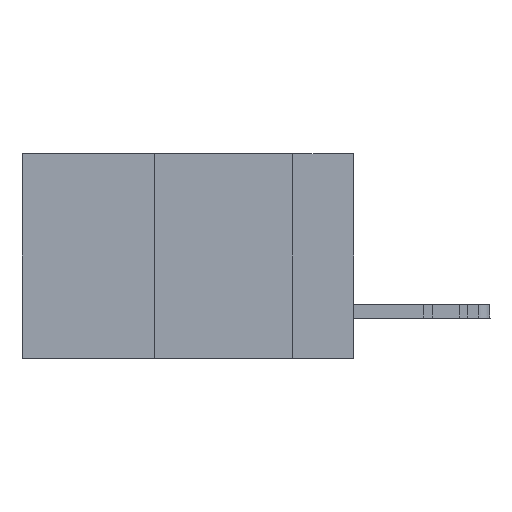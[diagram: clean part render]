
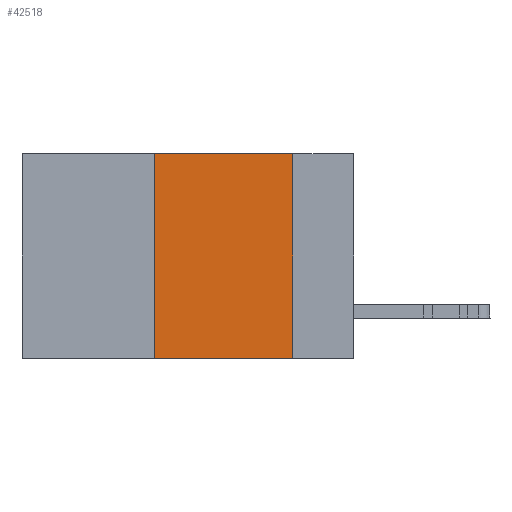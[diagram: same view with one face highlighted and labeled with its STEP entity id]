
A CAD part, left-side view. The second image highlights one B-rep face of the part: STEP entity #42518.
In plain terms, the highlighted planar face has unit normal (-1, 0, 0).
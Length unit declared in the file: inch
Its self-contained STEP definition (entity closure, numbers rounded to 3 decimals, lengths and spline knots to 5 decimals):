
#2817 = CARTESIAN_POINT ( 'NONE',  ( 0., 0.11, 0. ) ) ;
#3684 = LINE ( 'NONE', #17396, #31145 ) ;
#6104 = FACE_OUTER_BOUND ( 'NONE', #28043, .T. ) ;
#7001 = ORIENTED_EDGE ( 'NONE', *, *, #36967, .T. ) ;
#7556 = CARTESIAN_POINT ( 'NONE',  ( 0., 0.6, -0.37 ) ) ;
#8079 = CARTESIAN_POINT ( 'NONE',  ( 0., 0.11, -0.37 ) ) ;
#8941 = VERTEX_POINT ( 'NONE', #24355 ) ;
#10064 = ORIENTED_EDGE ( 'NONE', *, *, #42584, .F. ) ;
#11496 = EDGE_CURVE ( 'NONE', #37727, #32124, #3684, .T. ) ;
#14235 = VECTOR ( 'NONE', #26207, 39.37008 ) ;
#17396 = CARTESIAN_POINT ( 'NONE',  ( 0., 0.36, 0. ) ) ;
#20355 = VERTEX_POINT ( 'NONE', #8079 ) ;
#20906 = VECTOR ( 'NONE', #38020, 39.37008 ) ;
#21626 = ORIENTED_EDGE ( 'NONE', *, *, #11496, .F. ) ;
#22405 = LINE ( 'NONE', #2817, #14235 ) ;
#23208 = DIRECTION ( 'NONE',  ( 0., 0., -1. ) ) ;
#24355 = CARTESIAN_POINT ( 'NONE',  ( 0., 0.11, 0. ) ) ;
#24533 = LINE ( 'NONE', #41177, #20906 ) ;
#26207 = DIRECTION ( 'NONE',  ( 0., 0., -1. ) ) ;
#26583 = PLANE ( 'NONE',  #33076 ) ;
#28043 = EDGE_LOOP ( 'NONE', ( #28602, #10064, #21626, #7001 ) ) ;
#28257 = DIRECTION ( 'NONE',  ( 0., -1., 0. ) ) ;
#28602 = ORIENTED_EDGE ( 'NONE', *, *, #38341, .F. ) ;
#31127 = DIRECTION ( 'NONE',  ( 0., 0., 1. ) ) ;
#31145 = VECTOR ( 'NONE', #31127, 39.37008 ) ;
#32066 = LINE ( 'NONE', #7556, #38596 ) ;
#32124 = VERTEX_POINT ( 'NONE', #39998 ) ;
#32128 = CARTESIAN_POINT ( 'NONE',  ( 0., 0.36, -0.37 ) ) ;
#33076 = AXIS2_PLACEMENT_3D ( 'NONE', #40518, #36693, #23208 ) ;
#36693 = DIRECTION ( 'NONE',  ( 1., 0., 0. ) ) ;
#36967 = EDGE_CURVE ( 'NONE', #37727, #20355, #32066, .T. ) ;
#37727 = VERTEX_POINT ( 'NONE', #32128 ) ;
#38020 = DIRECTION ( 'NONE',  ( 0., -1., 0. ) ) ;
#38341 = EDGE_CURVE ( 'NONE', #8941, #20355, #22405, .T. ) ;
#38596 = VECTOR ( 'NONE', #28257, 39.37008 ) ;
#39998 = CARTESIAN_POINT ( 'NONE',  ( 0., 0.36, 0. ) ) ;
#40518 = CARTESIAN_POINT ( 'NONE',  ( 0., 0.6, 0. ) ) ;
#41177 = CARTESIAN_POINT ( 'NONE',  ( 0., 0.6, 0. ) ) ;
#42518 = ADVANCED_FACE ( 'NONE', ( #6104 ), #26583, .F. ) ;
#42584 = EDGE_CURVE ( 'NONE', #32124, #8941, #24533, .T. ) ;
